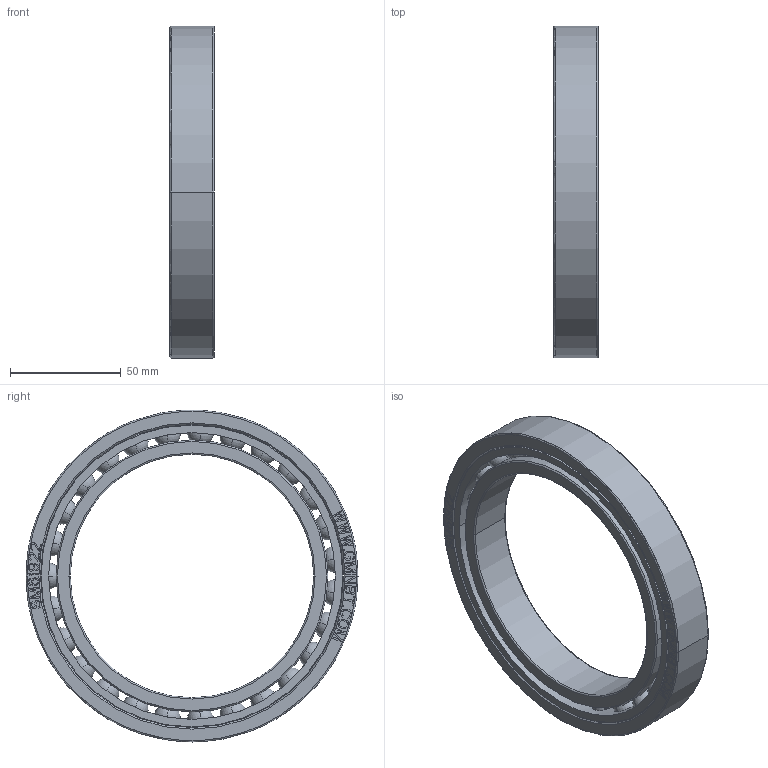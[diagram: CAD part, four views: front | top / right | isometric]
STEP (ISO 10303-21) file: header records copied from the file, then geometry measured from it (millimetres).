
FILE_DESCRIPTION((''),'2;1');
FILE_NAME('SM61922_PRT','2014-03-19T',('sales 4'),(''),'PRO/ENGINEER BY PARAMETRIC TECHNOLOGY CORPORATION, 2013150','PRO/ENGINEER BY PARAMETRIC TECHNOLOGY CORPORATION, 2013150','');
FILE_SCHEMA(('AUTOMOTIVE_DESIGN { 1 0 10303 214 1 1 1 1 }'));
Length unit declared in the file: millimetre
Products named in the file (1): SM61922_PRT
Bounding box: 20.01 x 150 x 150 mm (x, y, z)
Volume: 126434.9 mm3; surface area: 69681.5 mm2
Topology: 3 solids, 3 shells, 791 faces, 2204 edges, 1388 vertices
Faces by surface type: plane 539, cylinder 122, sphere 108, torus 12, cone 10
Entity records: 49967 total; most frequent: CARTESIAN_POINT 23802, ORIENTED_EDGE 4192, DIRECTION 3738, PRESENTATION_STYLE_ASSIGNMENT 2129, STYLED_ITEM 2099, CURVE_STYLE 2096, EDGE_CURVE 2096, VECTOR 1604
